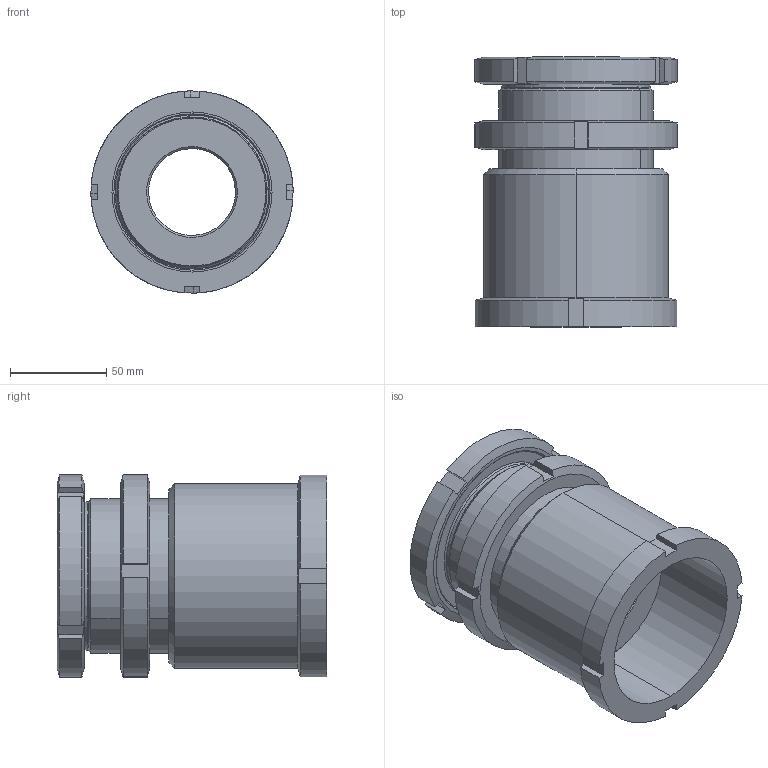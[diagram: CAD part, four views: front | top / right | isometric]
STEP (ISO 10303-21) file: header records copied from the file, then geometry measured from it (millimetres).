
FILE_DESCRIPTION (( 'STEP AP214' ), '1' );
FILE_NAME ('HVSK 80-45 0 A1.STEP', '2015-08-18T15:09:36', ( '' ), ( '' ), 'SwSTEP 2.0', 'SolidWorks 2015', '' );
FILE_SCHEMA (( 'AUTOMOTIVE_DESIGN' ));
Length unit declared in the file: millimetre
Products named in the file (4): HVS 80 2-0 A1; KM 80-0 A1; HVS 80-45 1-0 A1; HVSK 80-45 0 A1
Assembly tree (3 placements, depth 2):
  HVSK 80-45 0 A1
    HVS 80 2-0 A1
    HVS 80-45 1-0 A1
    KM 80-0 A1
Bounding box: 104.99 x 139.85 x 104.99 mm (x, y, z)
Volume: 604990 mm3; surface area: 121085.7 mm2
Topology: 3 solids, 3 shells, 119 faces, 290 edges, 182 vertices
Faces by surface type: plane 47, cylinder 32, cone 30, torus 10
Entity records: 3904 total; most frequent: CARTESIAN_POINT 927, DIRECTION 580, ORIENTED_EDGE 580, EDGE_CURVE 290, AXIS2_PLACEMENT_3D 235, VERTEX_POINT 182, EDGE_LOOP 130, ADVANCED_FACE 119
